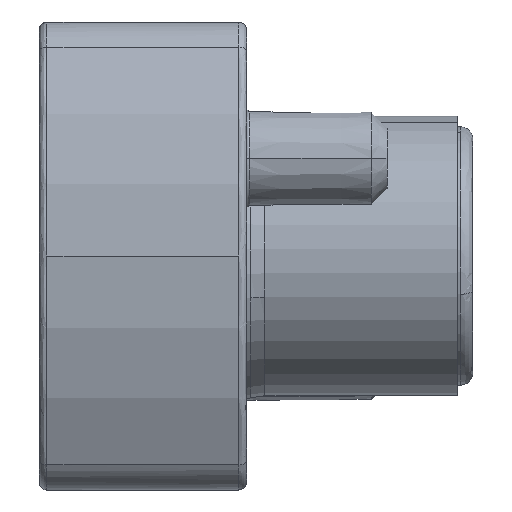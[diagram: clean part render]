
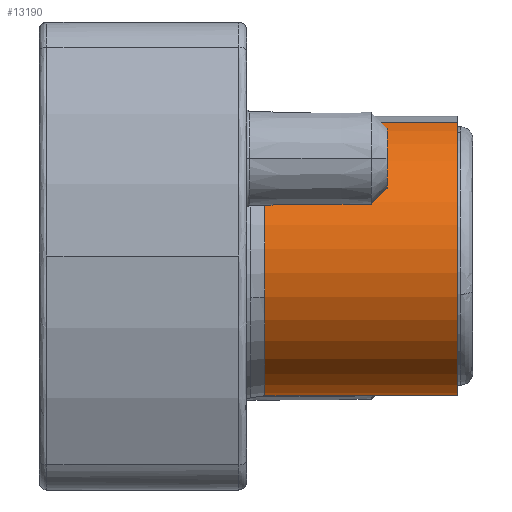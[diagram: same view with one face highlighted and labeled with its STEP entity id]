
A CAD part, left-side view. The second image highlights one B-rep face of the part: STEP entity #13190.
In plain terms, the highlighted cylindrical face has radius 2.28 mm (diameter 4.559 mm), a partial arc.
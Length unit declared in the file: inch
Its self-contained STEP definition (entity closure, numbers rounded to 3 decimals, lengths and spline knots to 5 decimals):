
#797 = EDGE_LOOP ( 'NONE', ( #870, #871, #872, #873, #874 ) ) ;
#870 = ORIENTED_EDGE ( 'NONE', *, *, #3714, .F. ) ;
#871 = ORIENTED_EDGE ( 'NONE', *, *, #3729, .T. ) ;
#872 = ORIENTED_EDGE ( 'NONE', *, *, #3715, .T. ) ;
#873 = ORIENTED_EDGE ( 'NONE', *, *, #3574, .T. ) ;
#874 = ORIENTED_EDGE ( 'NONE', *, *, #3727, .T. ) ;
#1574 = VERTEX_POINT ( 'NONE', #10144 ) ;
#2207 = VERTEX_POINT ( 'NONE', #10303 ) ;
#2690 = VERTEX_POINT ( 'NONE', #10425 ) ;
#3574 = EDGE_CURVE ( 'NONE', #24514, #24523, #17083, .T. ) ;
#3714 = EDGE_CURVE ( 'NONE', #1574, #2690, #16829, .T. ) ;
#3715 = EDGE_CURVE ( 'NONE', #2207, #24514, #16828, .T. ) ;
#3727 = EDGE_CURVE ( 'NONE', #24523, #2690, #16811, .T. ) ;
#3729 = EDGE_CURVE ( 'NONE', #1574, #2207, #16810, .T. ) ;
#4484 = CARTESIAN_POINT ( 'NONE',  ( 1.27263, -0.14478, 0.23576 ) ) ;
#4500 = CARTESIAN_POINT ( 'NONE',  ( 1.21334, -0.14478, 0.12353 ) ) ;
#4615 = CARTESIAN_POINT ( 'NONE',  ( 1.2991, -0.14478, 0.15 ) ) ;
#4616 = DIRECTION ( 'NONE',  ( 0., -1., 0. ) ) ;
#4617 = DIRECTION ( 'NONE',  ( -0.295, 0., 0.956 ) ) ;
#4620 = CARTESIAN_POINT ( 'NONE',  ( 1.2991, -0.26805, 0.15 ) ) ;
#4621 = DIRECTION ( 'NONE',  ( 0., 1., 0. ) ) ;
#4622 = DIRECTION ( 'NONE',  ( -0.295, 0., 0.956 ) ) ;
#6164 = CARTESIAN_POINT ( 'NONE',  ( 1.2991, -0.18891, 0.15 ) ) ;
#6165 = DIRECTION ( 'NONE',  ( 0., 1., 0. ) ) ;
#6174 = DIRECTION ( 'NONE',  ( -0.295, 0., 0.956 ) ) ;
#10144 = CARTESIAN_POINT ( 'NONE',  ( 1.32557, -0.26805, 0.06424 ) ) ;
#10303 = CARTESIAN_POINT ( 'NONE',  ( 1.27263, -0.26805, 0.23576 ) ) ;
#10425 = CARTESIAN_POINT ( 'NONE',  ( 1.32557, -0.14478, 0.06424 ) ) ;
#10697 = CARTESIAN_POINT ( 'NONE',  ( 1.2991, -0.14478, 0.15 ) ) ;
#10698 = DIRECTION ( 'NONE',  ( 0., -1., 0. ) ) ;
#10699 = DIRECTION ( 'NONE',  ( -0.295, 0., 0.956 ) ) ;
#13190 = ADVANCED_FACE ( 'NONE', ( #16137 ), #16143, .T. ) ;
#16137 = FACE_OUTER_BOUND ( 'NONE', #797, .T. ) ;
#16143 = CYLINDRICAL_SURFACE ( 'NONE', #20559, 0.08975 ) ;
#16810 = CIRCLE ( 'NONE', #20155, 0.08975 ) ;
#16811 = CIRCLE ( 'NONE', #20153, 0.08975 ) ;
#16825 = VECTOR ( 'NONE', #23355, 39.37008 ) ;
#16827 = VECTOR ( 'NONE', #23342, 39.37008 ) ;
#16828 = LINE ( 'NONE', #23352, #16825 ) ;
#16829 = LINE ( 'NONE', #23341, #16827 ) ;
#17083 = CIRCLE ( 'NONE', #19951, 0.08975 ) ;
#19951 = AXIS2_PLACEMENT_3D ( 'NONE', #10697, #10698, #10699 ) ;
#20153 = AXIS2_PLACEMENT_3D ( 'NONE', #4615, #4616, #4617 ) ;
#20155 = AXIS2_PLACEMENT_3D ( 'NONE', #4620, #4621, #4622 ) ;
#20559 = AXIS2_PLACEMENT_3D ( 'NONE', #6164, #6165, #6174 ) ;
#23341 = CARTESIAN_POINT ( 'NONE',  ( 1.32557, -0.18891, 0.06424 ) ) ;
#23342 = DIRECTION ( 'NONE',  ( 0., 1., 0. ) ) ;
#23352 = CARTESIAN_POINT ( 'NONE',  ( 1.27263, -0.18891, 0.23576 ) ) ;
#23355 = DIRECTION ( 'NONE',  ( 0., 1., 0. ) ) ;
#24514 = VERTEX_POINT ( 'NONE', #4484 ) ;
#24523 = VERTEX_POINT ( 'NONE', #4500 ) ;
